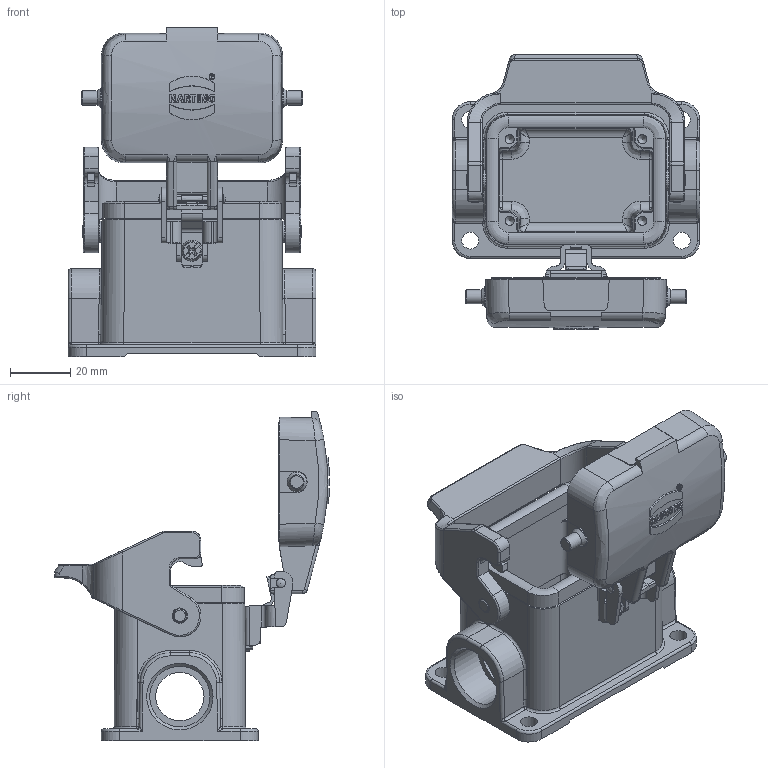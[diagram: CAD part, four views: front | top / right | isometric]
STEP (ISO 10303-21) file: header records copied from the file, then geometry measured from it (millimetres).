
FILE_DESCRIPTION(/* description */ (''),/* implementation_level */ '2;1');
FILE_NAME(/* name */ '100094907ugm000_d.stp',/* time_stamp */ '2017-11-03T12:12:02+01:00',/* author */ (''),/* organization */ (''),/* preprocessor_version */ 'ST-DEVELOPER v16',/* originating_system */ 'SIEMENS PLM Software NX 10.0',/* authorisation */ '');
FILE_SCHEMA (('AUTOMOTIVE_DESIGN { 1 0 10303 214 3 1 1 1 }'));
Length unit declared in the file: millimetre
Products named in the file (1): 100094907ugm000_d
Bounding box: 82 x 91.05 x 109.29 mm (x, y, z)
Volume: 91518.7 mm3; surface area: 49938.7 mm2
Topology: 3 solids, 3 shells, 889 faces, 2929 edges, 2668 vertices
Faces by surface type: plane 309, cylinder 281, bspline 215, cone 35, torus 25, extrusion 16, sphere 8
Full cylindrical faces by diameter (mm): 2 x2, 3 x6, 4 x3, 4.75 x2, 4.8 x2, 5 x2, 5.1 x2, 5.6 x4, 6.5 x2, 7 x3, 16 x2, 20 x2
Entity records: 42324 total; most frequent: CARTESIAN_POINT 15558, ORIENTED_EDGE 4360, DIRECTION 3845, EDGE_CURVE 2180, VERTEX_POINT 1397, AXIS2_PLACEMENT_3D 1353, VECTOR 1139, LINE 1123
